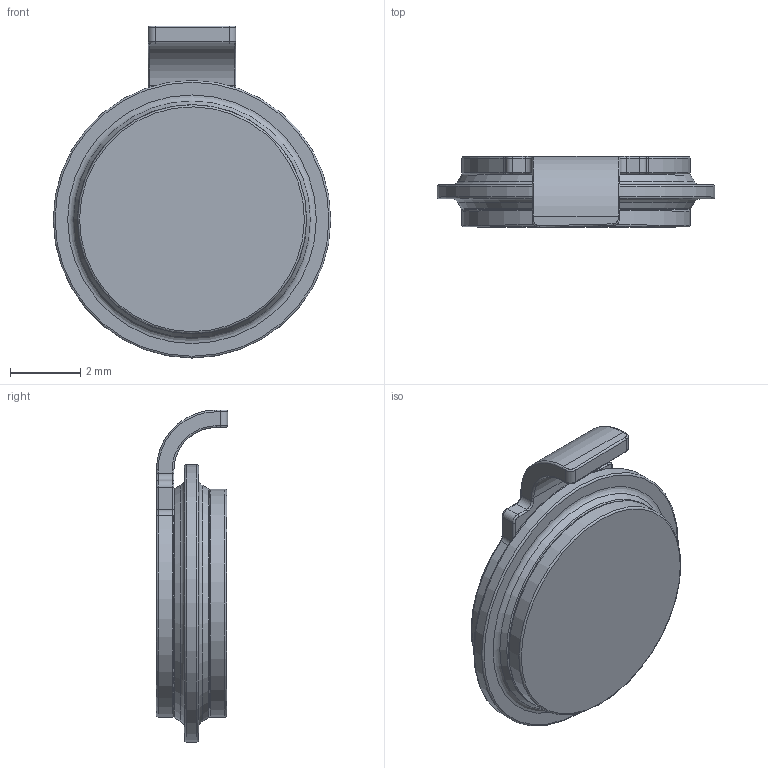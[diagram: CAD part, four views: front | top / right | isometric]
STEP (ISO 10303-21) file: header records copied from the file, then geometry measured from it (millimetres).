
FILE_DESCRIPTION(/* description */ (''),/* implementation_level */ '2;1');
FILE_NAME(/* name */ '2017F-SMH.stp',/* time_stamp */ '2018-05-28T10:18:22-06:00',/* author */ ('Lidsneyf'),/* organization */ (''),/* preprocessor_version */ 'ST-DEVELOPER v15.6',/* originating_system */ 'Autodesk Inventor 2015',/* authorisation */ '');
FILE_SCHEMA (('AUTOMOTIVE_DESIGN { 1 0 10303 214 3 1 1 }'));
Length unit declared in the file: inch
Products named in the file (4): 31817-X6; 34509-T-XX-X1 2P SMH max R; 34509-XX-X1; 2017F-SMH
Bounding box: 7.9 x 2.03 x 9.45 mm (x, y, z)
Volume: 73 mm3; surface area: 284.2 mm2
Topology: 3 solids, 3 shells, 797 faces, 1873 edges, 1228 vertices
Faces by surface type: bspline 552, plane 161, torus 46, cylinder 32, cone 6
Full cylindrical faces by diameter (mm): 3.7 x1, 6.5 x1, 7.9 x1
Entity records: 30054 total; most frequent: CARTESIAN_POINT 15464, ORIENTED_EDGE 3680, EDGE_CURVE 1840, DIRECTION 1368, VERTEX_POINT 1228, B_SPLINE_CURVE_WITH_KNOTS 1104, EDGE_LOOP 978, FACE_OUTER_BOUND 797
